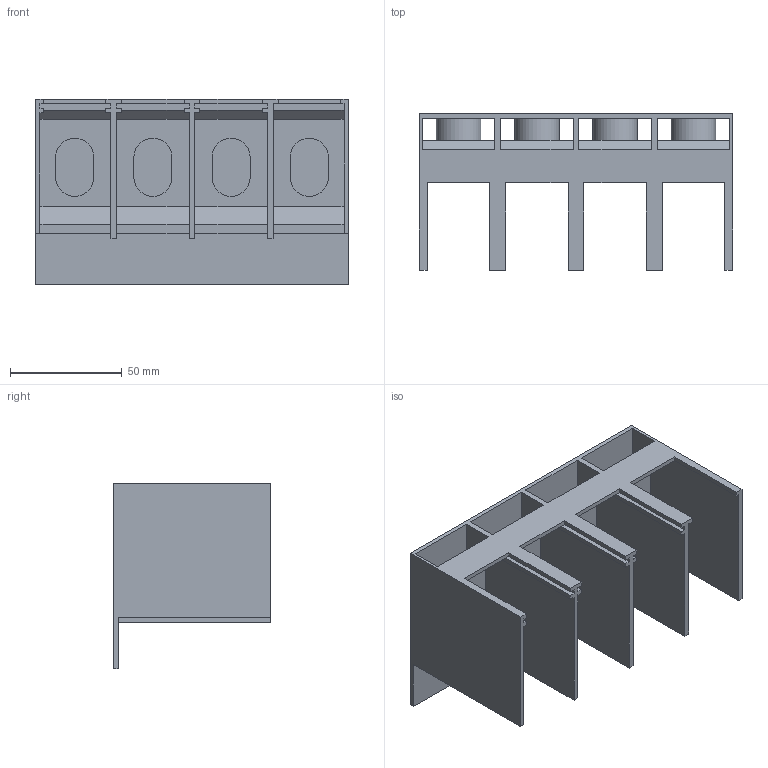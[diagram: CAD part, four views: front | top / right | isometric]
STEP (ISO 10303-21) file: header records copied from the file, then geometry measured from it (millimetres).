
FILE_DESCRIPTION(('CATIA V5 STEP Exchange'),'2;1');
FILE_NAME('1SDH001295R0535_1PA_001_00_XT3_4P_PLUG-IN_HTC_SUP.stp','2014-11-11T15:31:22+00:00',('none'),('none'),'CATIA Version 5 Release 20 SP 1 (IN-10)','CATIA V5 STEP AP214','none');
FILE_SCHEMA(('AUTOMOTIVE_DESIGN { 1 0 10303 214 1 1 1 1 }'));
Length unit declared in the file: millimetre
Products named in the file (1): 1SDH001295R0535_1PA_001_00_XT3_4P_PLUG-IN_HTC_SUP
Bounding box: 140 x 70 x 83 mm (x, y, z)
Volume: 94633.4 mm3; surface area: 92333.9 mm2
Topology: 1 solids, 1 shells, 144 faces, 426 edges, 284 vertices
Faces by surface type: plane 128, cylinder 16
Entity records: 4431 total; most frequent: ORIENTED_EDGE 852, CARTESIAN_POINT 793, DIRECTION 578, EDGE_CURVE 426, VECTOR 390, LINE 390, VERTEX_POINT 284, EDGE_LOOP 160
